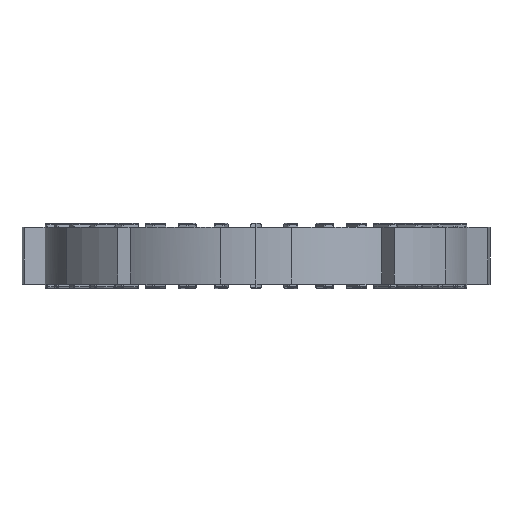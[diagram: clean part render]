
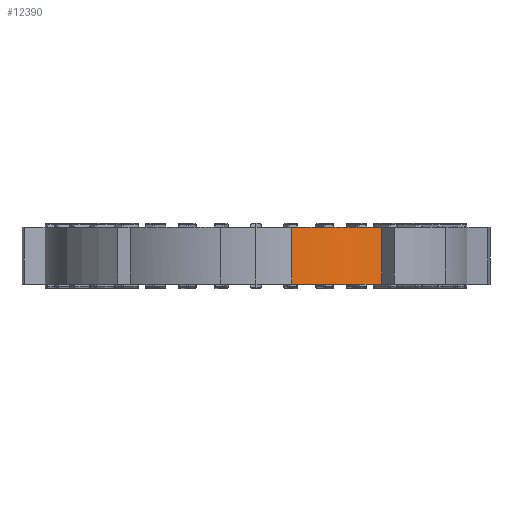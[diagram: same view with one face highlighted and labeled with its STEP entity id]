
A CAD part, top view. The second image highlights one B-rep face of the part: STEP entity #12390.
In plain terms, the highlighted cylindrical face has radius 16.855 mm (diameter 33.71 mm), a partial arc.
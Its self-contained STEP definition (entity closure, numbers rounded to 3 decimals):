
#279 = ORIENTED_EDGE ( 'NONE', *, *, #19825, .T. ) ;
#430 = VECTOR ( 'NONE', #10832, 1000. ) ;
#469 = ORIENTED_EDGE ( 'NONE', *, *, #13093, .T. ) ;
#654 = CARTESIAN_POINT ( 'NONE',  ( 5.481, 2.25, 15.938 ) ) ;
#1371 = VERTEX_POINT ( 'NONE', #21016 ) ;
#1400 = CARTESIAN_POINT ( 'NONE',  ( 8.515, -2.25, 14.547 ) ) ;
#2336 = CARTESIAN_POINT ( 'NONE',  ( 0., 2.25, 0. ) ) ;
#2353 = FACE_OUTER_BOUND ( 'NONE', #23176, .T. ) ;
#3830 = VERTEX_POINT ( 'NONE', #9173 ) ;
#4647 = CARTESIAN_POINT ( 'NONE',  ( 0., -2.25, 0. ) ) ;
#5264 = LINE ( 'NONE', #35344, #430 ) ;
#5438 = CARTESIAN_POINT ( 'NONE',  ( 0., -2.25, 0. ) ) ;
#5606 = EDGE_CURVE ( 'NONE', #9572, #1371, #5264, .T. ) ;
#5658 = EDGE_CURVE ( 'NONE', #19189, #24511, #30324, .T. ) ;
#6719 = CARTESIAN_POINT ( 'NONE',  ( 6.046, 2.25, 15.733 ) ) ;
#7019 = AXIS2_PLACEMENT_3D ( 'NONE', #23171, #17811, #9752 ) ;
#8301 = DIRECTION ( 'NONE',  ( 0., 1., 0. ) ) ;
#8421 = B_SPLINE_CURVE_WITH_KNOTS ( 'NONE', 3,
 ( #31795, #32140, #29288, #10666 ),
 .UNSPECIFIED., .F., .F.,
 ( 4, 4 ),
 ( 0.371, 0.446 ),
 .UNSPECIFIED. ) ;
#8657 = VERTEX_POINT ( 'NONE', #10533 ) ;
#8743 = AXIS2_PLACEMENT_3D ( 'NONE', #2336, #15596, #24023 ) ;
#8888 = CARTESIAN_POINT ( 'NONE',  ( 5.669, 2.25, 15.868 ) ) ;
#9173 = CARTESIAN_POINT ( 'NONE',  ( 5.481, 2.25, 15.938 ) ) ;
#9453 = EDGE_CURVE ( 'NONE', #19189, #3830, #26100, .T. ) ;
#9502 = AXIS2_PLACEMENT_3D ( 'NONE', #5438, #8301, #32828 ) ;
#9572 = VERTEX_POINT ( 'NONE', #28885 ) ;
#9652 = CARTESIAN_POINT ( 'NONE',  ( 8.166, -2.25, 14.745 ) ) ;
#9752 = DIRECTION ( 'NONE',  ( 0., 0., -1. ) ) ;
#9907 = CARTESIAN_POINT ( 'NONE',  ( 2.589, 2.25, 16.655 ) ) ;
#10217 = DIRECTION ( 'NONE',  ( 0., 1., 0. ) ) ;
#10533 = CARTESIAN_POINT ( 'NONE',  ( 5.481, -2.25, 15.938 ) ) ;
#10666 = CARTESIAN_POINT ( 'NONE',  ( 6.046, -2.25, 15.733 ) ) ;
#10832 = DIRECTION ( 'NONE',  ( 0., -1., 0. ) ) ;
#10945 = ORIENTED_EDGE ( 'NONE', *, *, #5658, .T. ) ;
#10967 = VERTEX_POINT ( 'NONE', #11151 ) ;
#11151 = CARTESIAN_POINT ( 'NONE',  ( 8.686, -2.25, 14.444 ) ) ;
#11354 = ORIENTED_EDGE ( 'NONE', *, *, #5606, .F. ) ;
#12252 = ORIENTED_EDGE ( 'NONE', *, *, #17340, .T. ) ;
#12390 = ADVANCED_FACE ( 'NONE', ( #2353 ), #26721, .T. ) ;
#12729 = CIRCLE ( 'NONE', #8743, 16.855 ) ;
#13093 = EDGE_CURVE ( 'NONE', #10967, #1371, #28708, .T. ) ;
#13261 = ORIENTED_EDGE ( 'NONE', *, *, #21989, .T. ) ;
#15069 = ORIENTED_EDGE ( 'NONE', *, *, #9453, .F. ) ;
#15596 = DIRECTION ( 'NONE',  ( 0., 1., 0. ) ) ;
#17340 = EDGE_CURVE ( 'NONE', #32166, #31382, #18030, .T. ) ;
#17529 = CARTESIAN_POINT ( 'NONE',  ( 8.686, -2.25, 14.444 ) ) ;
#17530 = AXIS2_PLACEMENT_3D ( 'NONE', #28016, #23348, #20304 ) ;
#17724 = ORIENTED_EDGE ( 'NONE', *, *, #18784, .F. ) ;
#17811 = DIRECTION ( 'NONE',  ( 0., -1., 0. ) ) ;
#18030 = CIRCLE ( 'NONE', #30039, 16.855 ) ;
#18573 = CARTESIAN_POINT ( 'NONE',  ( 0., -2.25, 0. ) ) ;
#18784 = EDGE_CURVE ( 'NONE', #3830, #28798, #30876, .T. ) ;
#19189 = VERTEX_POINT ( 'NONE', #9907 ) ;
#19825 = EDGE_CURVE ( 'NONE', #24511, #8657, #34098, .T. ) ;
#19944 = CARTESIAN_POINT ( 'NONE',  ( 2.589, 2.25, 16.655 ) ) ;
#20295 = CARTESIAN_POINT ( 'NONE',  ( 8.166, -2.25, 14.745 ) ) ;
#20304 = DIRECTION ( 'NONE',  ( 0., 0., -1. ) ) ;
#21016 = CARTESIAN_POINT ( 'NONE',  ( 9.946, -2.25, 13.607 ) ) ;
#21282 = CARTESIAN_POINT ( 'NONE',  ( 6.046, -2.25, 15.733 ) ) ;
#21989 = EDGE_CURVE ( 'NONE', #8657, #32166, #8421, .T. ) ;
#22849 = CARTESIAN_POINT ( 'NONE',  ( 5.857, 2.25, 15.8 ) ) ;
#23171 = CARTESIAN_POINT ( 'NONE',  ( 0., 2.25, 0. ) ) ;
#23176 = EDGE_LOOP ( 'NONE', ( #11354, #31451, #17724, #15069, #10945, #279, #13261, #12252, #31734, #469 ) ) ;
#23348 = DIRECTION ( 'NONE',  ( 0., 1., 0. ) ) ;
#23556 = CARTESIAN_POINT ( 'NONE',  ( 2.589, -2.25, 16.655 ) ) ;
#24023 = DIRECTION ( 'NONE',  ( 0., 0., -1. ) ) ;
#24511 = VERTEX_POINT ( 'NONE', #23556 ) ;
#26100 = CIRCLE ( 'NONE', #17530, 16.855 ) ;
#26721 = CYLINDRICAL_SURFACE ( 'NONE', #7019, 16.855 ) ;
#27993 = DIRECTION ( 'NONE',  ( 0., -1., 0. ) ) ;
#28016 = CARTESIAN_POINT ( 'NONE',  ( 0., 2.25, 0. ) ) ;
#28708 = CIRCLE ( 'NONE', #29290, 16.855 ) ;
#28798 = VERTEX_POINT ( 'NONE', #6719 ) ;
#28885 = CARTESIAN_POINT ( 'NONE',  ( 9.946, 2.25, 13.607 ) ) ;
#29288 = CARTESIAN_POINT ( 'NONE',  ( 5.859, -2.25, 15.805 ) ) ;
#29290 = AXIS2_PLACEMENT_3D ( 'NONE', #18573, #29851, #29323 ) ;
#29323 = DIRECTION ( 'NONE',  ( 0., 0., -1. ) ) ;
#29359 = DIRECTION ( 'NONE',  ( 0., 0., -1. ) ) ;
#29851 = DIRECTION ( 'NONE',  ( 0., 1., 0. ) ) ;
#30039 = AXIS2_PLACEMENT_3D ( 'NONE', #4647, #10217, #29359 ) ;
#30324 = LINE ( 'NONE', #19944, #34742 ) ;
#30551 = CARTESIAN_POINT ( 'NONE',  ( 6.046, 2.25, 15.733 ) ) ;
#30624 = B_SPLINE_CURVE_WITH_KNOTS ( 'NONE', 3,
 ( #9652, #31487, #1400, #17529 ),
 .UNSPECIFIED., .F., .F.,
 ( 4, 4 ),
 ( 0.525, 0.66 ),
 .UNSPECIFIED. ) ;
#30876 = B_SPLINE_CURVE_WITH_KNOTS ( 'NONE', 3,
 ( #654, #8888, #22849, #30551 ),
 .UNSPECIFIED., .F., .F.,
 ( 4, 4 ),
 ( 0., 1. ),
 .UNSPECIFIED. ) ;
#31382 = VERTEX_POINT ( 'NONE', #20295 ) ;
#31451 = ORIENTED_EDGE ( 'NONE', *, *, #32858, .F. ) ;
#31487 = CARTESIAN_POINT ( 'NONE',  ( 8.341, -2.25, 14.648 ) ) ;
#31734 = ORIENTED_EDGE ( 'NONE', *, *, #31979, .T. ) ;
#31795 = CARTESIAN_POINT ( 'NONE',  ( 5.481, -2.25, 15.938 ) ) ;
#31979 = EDGE_CURVE ( 'NONE', #31382, #10967, #30624, .T. ) ;
#32140 = CARTESIAN_POINT ( 'NONE',  ( 5.671, -2.25, 15.874 ) ) ;
#32166 = VERTEX_POINT ( 'NONE', #21282 ) ;
#32828 = DIRECTION ( 'NONE',  ( 0., 0., -1. ) ) ;
#32858 = EDGE_CURVE ( 'NONE', #28798, #9572, #12729, .T. ) ;
#34098 = CIRCLE ( 'NONE', #9502, 16.855 ) ;
#34742 = VECTOR ( 'NONE', #27993, 1000. ) ;
#35344 = CARTESIAN_POINT ( 'NONE',  ( 9.946, 2.25, 13.607 ) ) ;
